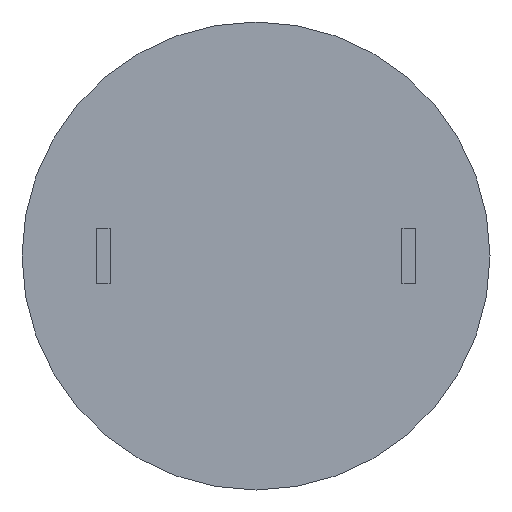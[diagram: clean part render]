
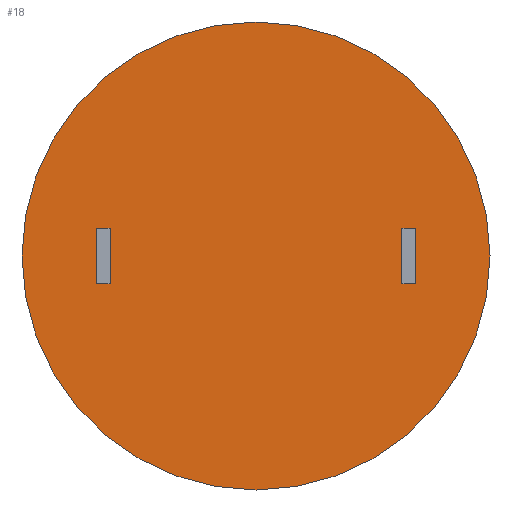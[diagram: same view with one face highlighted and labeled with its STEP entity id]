
A CAD part, front view. The second image highlights one B-rep face of the part: STEP entity #18.
In plain terms, the highlighted planar face has unit normal (0, -1, 0).
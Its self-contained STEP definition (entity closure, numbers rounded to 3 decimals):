
#2 = CIRCLE ( 'NONE', #373, 8.5 ) ;
#18 = ADVANCED_FACE ( 'NONE', ( #905, #648, #110 ), #653, .F. ) ;
#32 = DIRECTION ( 'NONE',  ( 0., 1., 0. ) ) ;
#54 = CIRCLE ( 'NONE', #247, 8.5 ) ;
#76 = EDGE_CURVE ( 'NONE', #543, #971, #54, .T. ) ;
#77 = CARTESIAN_POINT ( 'NONE',  ( 5.8, 0., 1. ) ) ;
#80 = VERTEX_POINT ( 'NONE', #211 ) ;
#102 = LINE ( 'NONE', #255, #634 ) ;
#105 = ORIENTED_EDGE ( 'NONE', *, *, #76, .F. ) ;
#110 = FACE_BOUND ( 'NONE', #321, .T. ) ;
#115 = CARTESIAN_POINT ( 'NONE',  ( -5.8, 0., -1. ) ) ;
#143 = LINE ( 'NONE', #944, #372 ) ;
#154 = CARTESIAN_POINT ( 'NONE',  ( 5.3, 0., 1. ) ) ;
#158 = CARTESIAN_POINT ( 'NONE',  ( -5.3, 0., -1. ) ) ;
#159 = CARTESIAN_POINT ( 'NONE',  ( 0., 0., 8.5 ) ) ;
#183 = DIRECTION ( 'NONE',  ( 1., 0., 0. ) ) ;
#191 = ORIENTED_EDGE ( 'NONE', *, *, #876, .T. ) ;
#203 = DIRECTION ( 'NONE',  ( 0., 0., 1. ) ) ;
#211 = CARTESIAN_POINT ( 'NONE',  ( 5.3, 0., 1. ) ) ;
#219 = VECTOR ( 'NONE', #643, 1000. ) ;
#227 = LINE ( 'NONE', #464, #816 ) ;
#247 = AXIS2_PLACEMENT_3D ( 'NONE', #898, #32, #978 ) ;
#254 = EDGE_CURVE ( 'NONE', #270, #80, #143, .T. ) ;
#255 = CARTESIAN_POINT ( 'NONE',  ( -5.8, 0., -1. ) ) ;
#270 = VERTEX_POINT ( 'NONE', #77 ) ;
#294 = EDGE_CURVE ( 'NONE', #708, #744, #227, .T. ) ;
#297 = LINE ( 'NONE', #362, #1003 ) ;
#301 = VECTOR ( 'NONE', #183, 1000. ) ;
#319 = EDGE_CURVE ( 'NONE', #80, #419, #384, .T. ) ;
#321 = EDGE_LOOP ( 'NONE', ( #954, #997, #191, #691 ) ) ;
#324 = DIRECTION ( 'NONE',  ( 0., 0., 1. ) ) ;
#325 = CARTESIAN_POINT ( 'NONE',  ( 5.8, 0., 1. ) ) ;
#335 = CARTESIAN_POINT ( 'NONE',  ( -5.8, 0., 1. ) ) ;
#339 = LINE ( 'NONE', #719, #301 ) ;
#344 = CARTESIAN_POINT ( 'NONE',  ( 0., 0., 0. ) ) ;
#362 = CARTESIAN_POINT ( 'NONE',  ( 5.8, 0., -1. ) ) ;
#368 = EDGE_CURVE ( 'NONE', #935, #419, #297, .T. ) ;
#372 = VECTOR ( 'NONE', #619, 1000. ) ;
#373 = AXIS2_PLACEMENT_3D ( 'NONE', #864, #550, #324 ) ;
#384 = LINE ( 'NONE', #154, #702 ) ;
#406 = VERTEX_POINT ( 'NONE', #754 ) ;
#419 = VERTEX_POINT ( 'NONE', #518 ) ;
#429 = EDGE_LOOP ( 'NONE', ( #640, #822, #652, #767 ) ) ;
#448 = EDGE_CURVE ( 'NONE', #971, #543, #2, .T. ) ;
#458 = VERTEX_POINT ( 'NONE', #158 ) ;
#464 = CARTESIAN_POINT ( 'NONE',  ( -5.8, 0., 1. ) ) ;
#477 = LINE ( 'NONE', #325, #840 ) ;
#490 = DIRECTION ( 'NONE',  ( 0., 0., -1. ) ) ;
#518 = CARTESIAN_POINT ( 'NONE',  ( 5.3, 0., -1. ) ) ;
#543 = VERTEX_POINT ( 'NONE', #159 ) ;
#550 = DIRECTION ( 'NONE',  ( 0., 1., 0. ) ) ;
#569 = CARTESIAN_POINT ( 'NONE',  ( -5.3, 0., 1. ) ) ;
#619 = DIRECTION ( 'NONE',  ( -1., 0., 0. ) ) ;
#634 = VECTOR ( 'NONE', #792, 1000. ) ;
#640 = ORIENTED_EDGE ( 'NONE', *, *, #254, .F. ) ;
#643 = DIRECTION ( 'NONE',  ( 0., 0., -1. ) ) ;
#648 = FACE_BOUND ( 'NONE', #429, .T. ) ;
#652 = ORIENTED_EDGE ( 'NONE', *, *, #368, .T. ) ;
#653 = PLANE ( 'NONE',  #849 ) ;
#671 = EDGE_LOOP ( 'NONE', ( #797, #105 ) ) ;
#691 = ORIENTED_EDGE ( 'NONE', *, *, #712, .T. ) ;
#702 = VECTOR ( 'NONE', #835, 1000. ) ;
#708 = VERTEX_POINT ( 'NONE', #335 ) ;
#712 = EDGE_CURVE ( 'NONE', #406, #458, #878, .T. ) ;
#719 = CARTESIAN_POINT ( 'NONE',  ( -5.8, 0., 1. ) ) ;
#744 = VERTEX_POINT ( 'NONE', #115 ) ;
#754 = CARTESIAN_POINT ( 'NONE',  ( -5.3, 0., 1. ) ) ;
#756 = CARTESIAN_POINT ( 'NONE',  ( 0., 0., -8.5 ) ) ;
#767 = ORIENTED_EDGE ( 'NONE', *, *, #319, .F. ) ;
#792 = DIRECTION ( 'NONE',  ( 1., 0., 0. ) ) ;
#797 = ORIENTED_EDGE ( 'NONE', *, *, #448, .F. ) ;
#813 = DIRECTION ( 'NONE',  ( 0., 1., 0. ) ) ;
#816 = VECTOR ( 'NONE', #1017, 1000. ) ;
#822 = ORIENTED_EDGE ( 'NONE', *, *, #912, .T. ) ;
#835 = DIRECTION ( 'NONE',  ( 0., 0., -1. ) ) ;
#840 = VECTOR ( 'NONE', #490, 1000. ) ;
#849 = AXIS2_PLACEMENT_3D ( 'NONE', #344, #813, #203 ) ;
#856 = EDGE_CURVE ( 'NONE', #744, #458, #102, .T. ) ;
#864 = CARTESIAN_POINT ( 'NONE',  ( 0., 0., 0. ) ) ;
#876 = EDGE_CURVE ( 'NONE', #708, #406, #339, .T. ) ;
#878 = LINE ( 'NONE', #569, #219 ) ;
#898 = CARTESIAN_POINT ( 'NONE',  ( 0., 0., 0. ) ) ;
#905 = FACE_OUTER_BOUND ( 'NONE', #671, .T. ) ;
#912 = EDGE_CURVE ( 'NONE', #270, #935, #477, .T. ) ;
#935 = VERTEX_POINT ( 'NONE', #979 ) ;
#944 = CARTESIAN_POINT ( 'NONE',  ( 5.8, 0., 1. ) ) ;
#954 = ORIENTED_EDGE ( 'NONE', *, *, #856, .F. ) ;
#971 = VERTEX_POINT ( 'NONE', #756 ) ;
#978 = DIRECTION ( 'NONE',  ( 0., 0., 1. ) ) ;
#979 = CARTESIAN_POINT ( 'NONE',  ( 5.8, 0., -1. ) ) ;
#997 = ORIENTED_EDGE ( 'NONE', *, *, #294, .F. ) ;
#1003 = VECTOR ( 'NONE', #1016, 1000. ) ;
#1016 = DIRECTION ( 'NONE',  ( -1., 0., 0. ) ) ;
#1017 = DIRECTION ( 'NONE',  ( 0., 0., -1. ) ) ;
